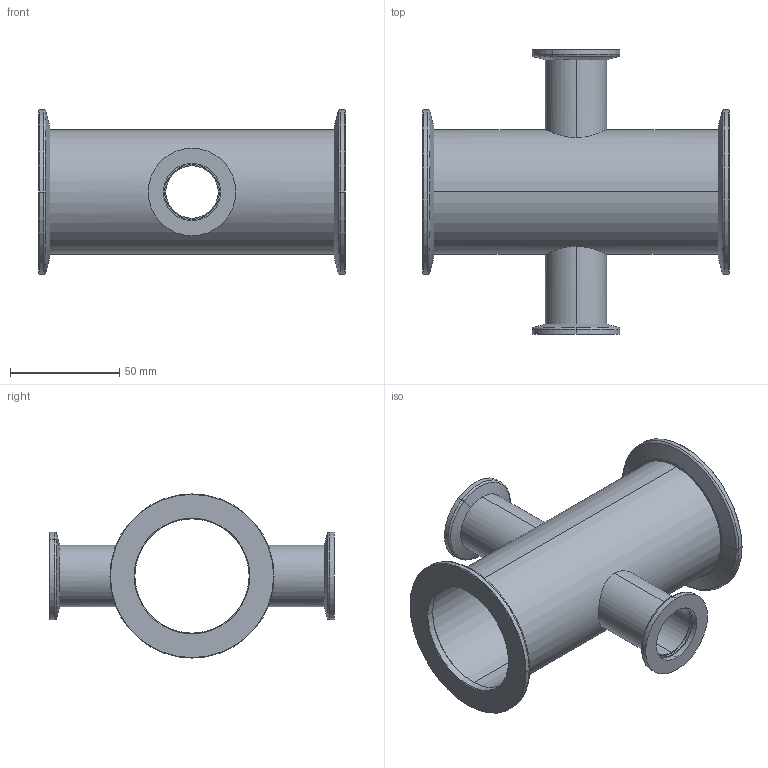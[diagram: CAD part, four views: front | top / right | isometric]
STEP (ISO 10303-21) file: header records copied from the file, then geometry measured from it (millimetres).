
FILE_DESCRIPTION (( 'STEP AP214' ), '1' );
FILE_NAME ('Hositrad_KX4R-50-25-57.STEP', '2017-06-08T07:35:27', ( 'Gebruiker' ), ( '' ), 'SwSTEP 2.0', 'SolidWorks 2017', '' );
FILE_SCHEMA (( 'AUTOMOTIVE_DESIGN' ));
Length unit declared in the file: millimetre
Products named in the file (4): Reducer-X-all_50-25-57; Hositrad_KX4R-50-25-57; KF25-WS_KF25-28Ws; KF50WS_KF50-57
Assembly tree (5 placements, depth 2):
  Hositrad_KX4R-50-25-57
    Reducer-X-all_50-25-57
    KF50WS_KF50-57  x2
    KF25-WS_KF25-28Ws  x2
Bounding box: 140 x 130 x 75 mm (x, y, z)
Volume: 78891.7 mm3; surface area: 73030.9 mm2
Topology: 5 solids, 5 shells, 84 faces, 176 edges, 108 vertices
Faces by surface type: cylinder 40, plane 16, cone 16, torus 8, bspline 4
Entity records: 2762 total; most frequent: CARTESIAN_POINT 1436, DIRECTION 270, ORIENTED_EDGE 224, AXIS2_PLACEMENT_3D 118, EDGE_CURVE 112, VERTEX_POINT 70, EDGE_LOOP 66, CIRCLE 62
